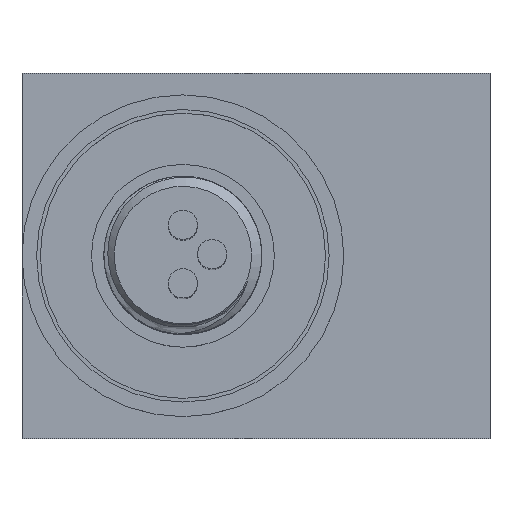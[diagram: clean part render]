
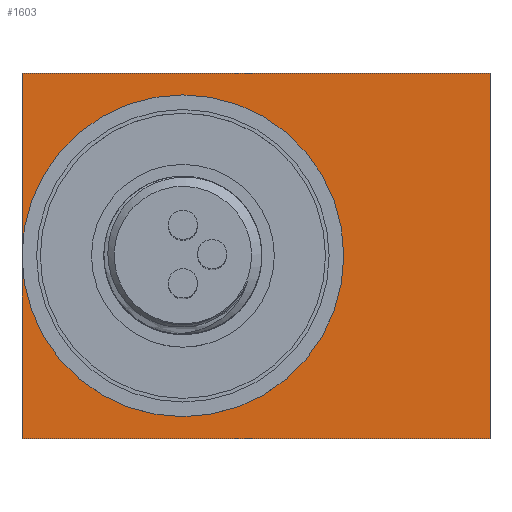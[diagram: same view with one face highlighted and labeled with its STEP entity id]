
A CAD part, top view. The second image highlights one B-rep face of the part: STEP entity #1603.
In plain terms, the highlighted planar face has unit normal (0, 0, 1).
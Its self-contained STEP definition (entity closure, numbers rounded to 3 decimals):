
#115=LINE($,#5924,#231);
#116=LINE($,#5926,#232);
#117=LINE($,#5927,#233);
#118=LINE($,#5929,#234);
#119=LINE($,#5930,#235);
#231=VECTOR($,#1956,25.);
#232=VECTOR($,#1957,32.);
#233=VECTOR($,#1958,12.5);
#234=VECTOR($,#1959,12.5);
#235=VECTOR($,#1960,32.);
#282=PLANE($,#1689);
#346=CIRCLE($,#1687,11.);
#439=FACE_OUTER_BOUND($,#549,.T.);
#549=EDGE_LOOP($,(#1322,#1323,#1324,#1325,#1326,#1327));
#768=VERTEX_POINT($,#5918);
#769=VERTEX_POINT($,#5922);
#770=VERTEX_POINT($,#5923);
#771=VERTEX_POINT($,#5925);
#772=VERTEX_POINT($,#5928);
#973=EDGE_CURVE($,#768,#768,#346,.T.);
#974=EDGE_CURVE($,#769,#770,#115,.T.);
#975=EDGE_CURVE($,#771,#769,#116,.T.);
#976=EDGE_CURVE($,#768,#771,#117,.T.);
#977=EDGE_CURVE($,#772,#768,#118,.T.);
#978=EDGE_CURVE($,#770,#772,#119,.T.);
#1322=ORIENTED_EDGE($,*,*,#974,.F.);
#1323=ORIENTED_EDGE($,*,*,#975,.F.);
#1324=ORIENTED_EDGE($,*,*,#976,.F.);
#1325=ORIENTED_EDGE($,*,*,#973,.T.);
#1326=ORIENTED_EDGE($,*,*,#977,.F.);
#1327=ORIENTED_EDGE($,*,*,#978,.F.);
#1603=ADVANCED_FACE($,(#439),#282,.T.);
#1687=AXIS2_PLACEMENT_3D($,#5919,#1950,#1951);
#1689=AXIS2_PLACEMENT_3D($,#5921,#1954,#1955);
#1950=DIRECTION('center_axis',(0.,0.,-1.));
#1951=DIRECTION('ref_axis',(-1.,0.,0.));
#1954=DIRECTION('center_axis',(0.,0.,1.));
#1955=DIRECTION('ref_axis',(1.,0.,0.));
#1956=DIRECTION($,(0.,-1.,0.));
#1957=DIRECTION($,(1.,0.,0.));
#1958=DIRECTION($,(0.,1.,0.));
#1959=DIRECTION($,(0.,1.,0.));
#1960=DIRECTION($,(-1.,0.,0.));
#5918=CARTESIAN_POINT('',(-16.,0.,7.));
#5919=CARTESIAN_POINT('Origin',(-5.,0.,7.));
#5921=CARTESIAN_POINT('Origin',(0.,0.,7.));
#5922=CARTESIAN_POINT('',(16.,12.5,7.));
#5923=CARTESIAN_POINT('',(16.,-12.5,7.));
#5924=CARTESIAN_POINT($,(16.,-12.5,7.));
#5925=CARTESIAN_POINT('',(-16.,12.5,7.));
#5926=CARTESIAN_POINT($,(16.,12.5,7.));
#5927=CARTESIAN_POINT($,(-16.,12.5,7.));
#5928=CARTESIAN_POINT('',(-16.,-12.5,7.));
#5929=CARTESIAN_POINT($,(-16.,12.5,7.));
#5930=CARTESIAN_POINT($,(-16.,-12.5,7.));
